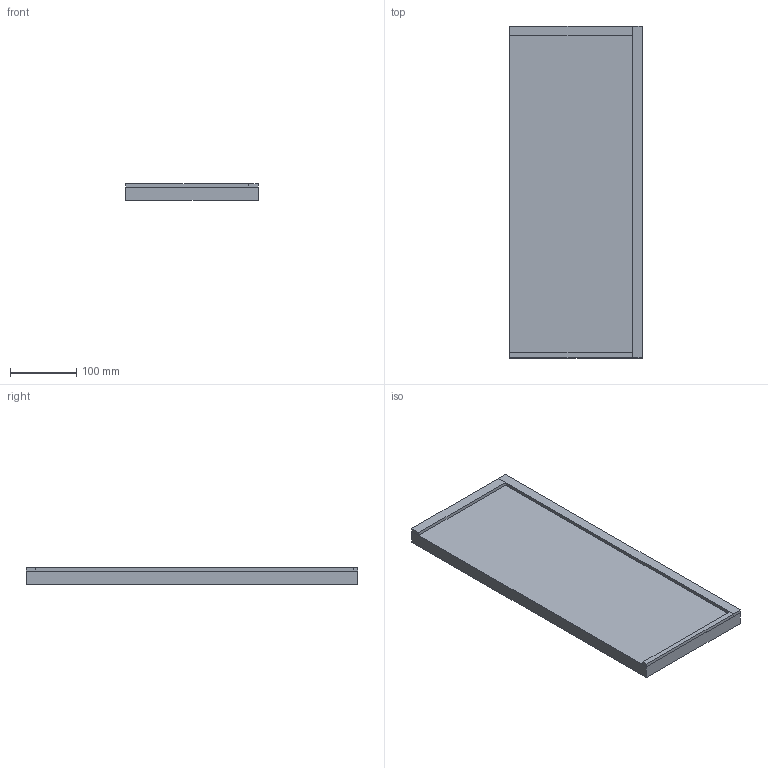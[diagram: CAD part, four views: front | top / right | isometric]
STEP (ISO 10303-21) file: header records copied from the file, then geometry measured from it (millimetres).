
FILE_DESCRIPTION(/* description */ (''),/* implementation_level */ '2;1');
FILE_NAME(/* name */ 'assy_parkinglot_rear_right.stp',/* time_stamp */ '2017-11-16T15:51:36-07:00',/* author */ ('Platform'),/* organization */ (''),/* preprocessor_version */ 'ST-DEVELOPER v16.13',/* originating_system */ 'Autodesk Inventor 2018',/* authorisation */ '');
FILE_SCHEMA (('AUTOMOTIVE_DESIGN { 1 0 10303 214 3 1 1 }'));
Products named in the file (5): assy_parkinglot_rear_right; upper_plate_parking2 v1; straight_line; line_edge_parkinglot_2_1; line_edge_parkinglot_2_2
Assembly tree (4 placements, depth 2):
  assy_parkinglot_rear_right
    upper_plate_parking2 v1
    straight_line
    line_edge_parkinglot_2_1
    line_edge_parkinglot_2_2
Bounding box: 200 x 500 x 25 mm (x, y, z)
Volume: 2058312.5 mm3; surface area: 260400 mm2
Topology: 4 solids, 4 shells, 24 faces, 48 edges, 32 vertices
Faces by surface type: plane 24
Entity records: 825 total; most frequent: DIRECTION 116, CARTESIAN_POINT 114, ORIENTED_EDGE 96, LINE 48, VECTOR 48, EDGE_CURVE 48, AXIS2_PLACEMENT_3D 34, VERTEX_POINT 32
